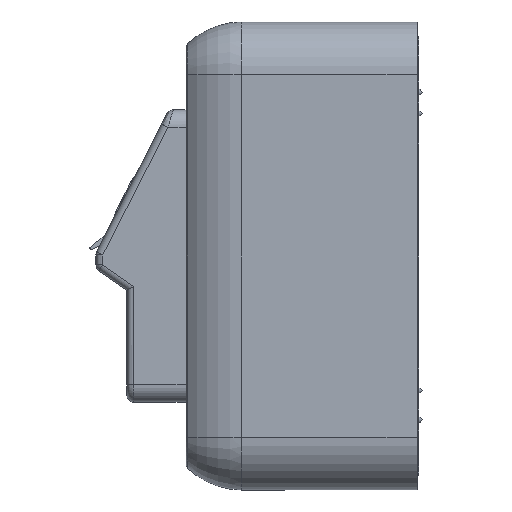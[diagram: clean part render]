
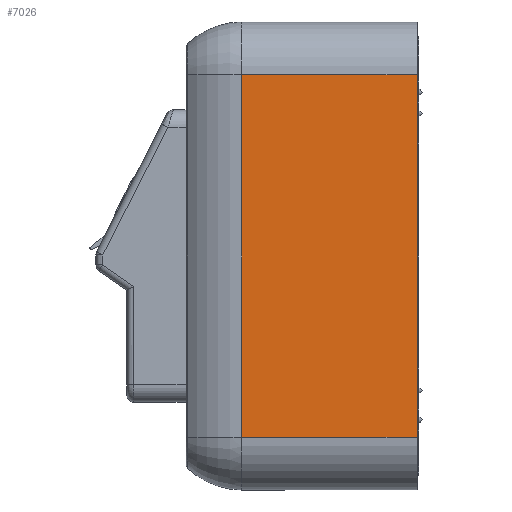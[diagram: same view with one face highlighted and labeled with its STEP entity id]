
A CAD part, left-side view. The second image highlights one B-rep face of the part: STEP entity #7026.
In plain terms, the highlighted planar face has unit normal (-1, 0, 0).
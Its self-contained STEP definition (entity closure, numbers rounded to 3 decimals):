
#602 = VECTOR ( 'NONE', #36632, 1000. ) ;
#2411 = DIRECTION ( 'NONE',  ( 0., 0., -1. ) ) ;
#3419 = CARTESIAN_POINT ( 'NONE',  ( -40., 0., 40. ) ) ;
#5197 = CARTESIAN_POINT ( 'NONE',  ( -40., 0., -31. ) ) ;
#5786 = DIRECTION ( 'NONE',  ( 0., 0., 1. ) ) ;
#6218 = ORIENTED_EDGE ( 'NONE', *, *, #19612, .T. ) ;
#7026 = ADVANCED_FACE ( 'NONE', ( #34823 ), #7919, .F. ) ;
#7518 = VERTEX_POINT ( 'NONE', #29592 ) ;
#7919 = PLANE ( 'NONE',  #10792 ) ;
#9373 = ORIENTED_EDGE ( 'NONE', *, *, #17435, .F. ) ;
#10310 = LINE ( 'NONE', #26190, #18021 ) ;
#10792 = AXIS2_PLACEMENT_3D ( 'NONE', #20177, #13127, #2411 ) ;
#12087 = VECTOR ( 'NONE', #34094, 1000. ) ;
#13127 = DIRECTION ( 'NONE',  ( 1., 0., 0. ) ) ;
#14672 = CARTESIAN_POINT ( 'NONE',  ( -40., 30., -31. ) ) ;
#16148 = LINE ( 'NONE', #33737, #602 ) ;
#16655 = CARTESIAN_POINT ( 'NONE',  ( -40., 39.5, 31. ) ) ;
#17038 = EDGE_CURVE ( 'NONE', #25604, #23899, #37198, .T. ) ;
#17435 = EDGE_CURVE ( 'NONE', #33111, #7518, #10310, .T. ) ;
#18021 = VECTOR ( 'NONE', #5786, 1000. ) ;
#19612 = EDGE_CURVE ( 'NONE', #23899, #7518, #19799, .T. ) ;
#19799 = LINE ( 'NONE', #16655, #12087 ) ;
#20177 = CARTESIAN_POINT ( 'NONE',  ( -40., 39.5, 40. ) ) ;
#20845 = VECTOR ( 'NONE', #32561, 1000. ) ;
#21401 = ORIENTED_EDGE ( 'NONE', *, *, #31281, .T. ) ;
#23397 = ORIENTED_EDGE ( 'NONE', *, *, #17038, .T. ) ;
#23899 = VERTEX_POINT ( 'NONE', #30429 ) ;
#25604 = VERTEX_POINT ( 'NONE', #5197 ) ;
#26190 = CARTESIAN_POINT ( 'NONE',  ( -40., 30., -31. ) ) ;
#29592 = CARTESIAN_POINT ( 'NONE',  ( -40., 30., 31. ) ) ;
#30429 = CARTESIAN_POINT ( 'NONE',  ( -40., 0., 31. ) ) ;
#31281 = EDGE_CURVE ( 'NONE', #33111, #25604, #16148, .T. ) ;
#32561 = DIRECTION ( 'NONE',  ( 0., 0., 1. ) ) ;
#33111 = VERTEX_POINT ( 'NONE', #14672 ) ;
#33737 = CARTESIAN_POINT ( 'NONE',  ( -40., 39.5, -31. ) ) ;
#34094 = DIRECTION ( 'NONE',  ( 0., 1., 0. ) ) ;
#34823 = FACE_OUTER_BOUND ( 'NONE', #36169, .T. ) ;
#36169 = EDGE_LOOP ( 'NONE', ( #9373, #21401, #23397, #6218 ) ) ;
#36632 = DIRECTION ( 'NONE',  ( 0., -1., 0. ) ) ;
#37198 = LINE ( 'NONE', #3419, #20845 ) ;
